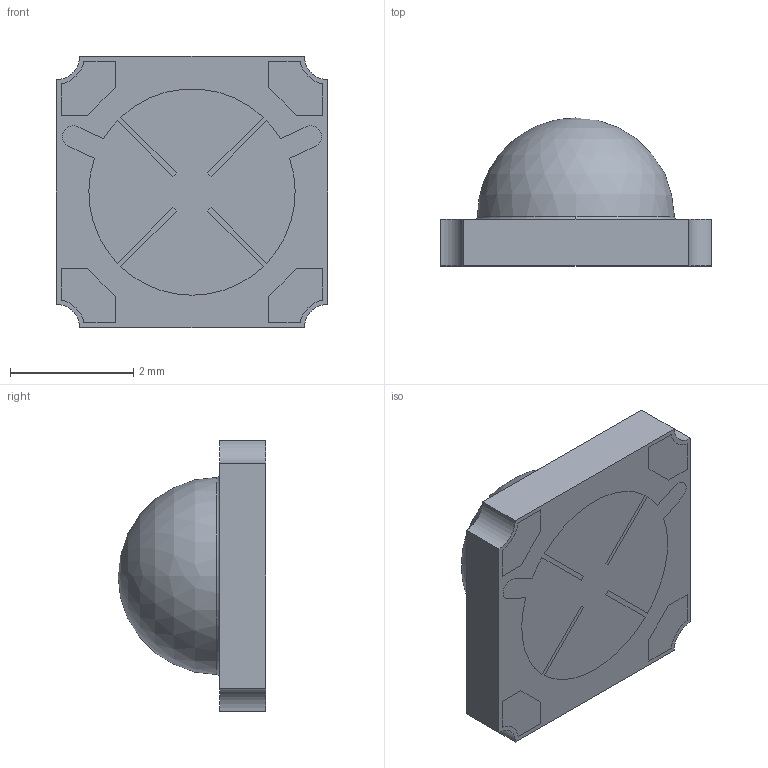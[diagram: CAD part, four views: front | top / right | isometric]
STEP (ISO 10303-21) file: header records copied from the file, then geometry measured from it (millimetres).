
FILE_DESCRIPTION (( 'STEP AP214' ), '1' );
FILE_NAME ('LZ1-00R302-0000.STEP', '2020-04-29T14:43:39', ( '' ), ( '' ), 'SwSTEP 2.0', 'SolidWorks 2017', '' );
FILE_SCHEMA (( 'AUTOMOTIVE_DESIGN' ));
Length unit declared in the file: millimetre
Products named in the file (1): LZ1-00R302-0000
Bounding box: 4.4 x 2.4 x 4.4 mm (x, y, z)
Volume: 23.2 mm3; surface area: 105.1 mm2
Topology: 8 solids, 8 shells, 139 faces, 353 edges, 236 vertices
Faces by surface type: plane 106, cylinder 30, torus 2, sphere 1
Entity records: 4245 total; most frequent: CARTESIAN_POINT 724, ORIENTED_EDGE 700, DIRECTION 698, EDGE_CURVE 350, VECTOR 282, LINE 282, VERTEX_POINT 234, AXIS2_PLACEMENT_3D 208
